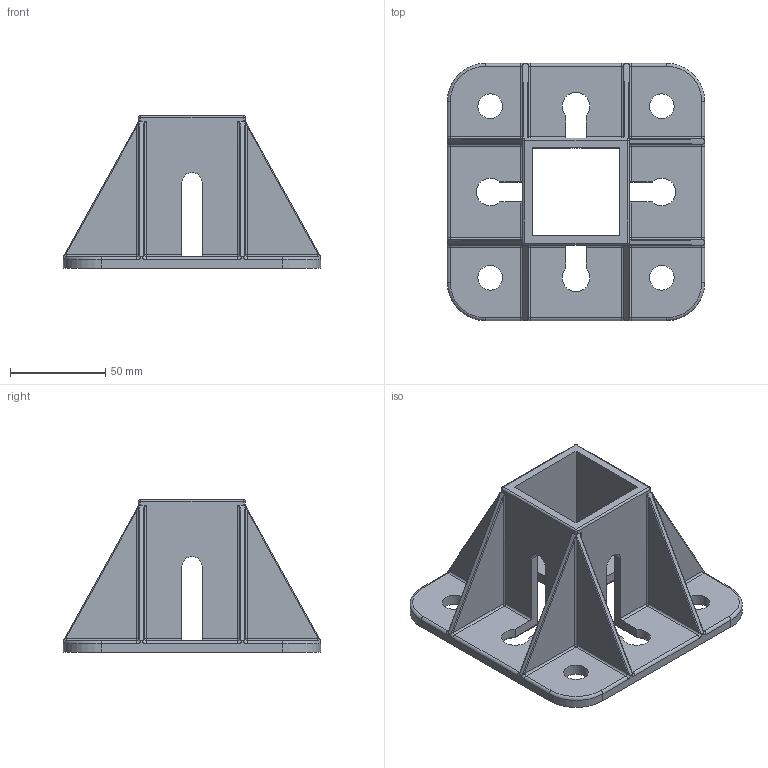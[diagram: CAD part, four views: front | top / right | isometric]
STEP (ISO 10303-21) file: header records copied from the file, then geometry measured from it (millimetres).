
FILE_DESCRIPTION((''),'2;1');
FILE_NAME('544545.ipt.stp','2010-09-05T12:25:36',(''),(''),'Autodesk Inventor 2010','Autodesk Inventor 2010','');
FILE_SCHEMA(('AUTOMOTIVE_DESIGN { 1 0 10303 214 1 1 1 1 }'));
Length unit declared in the file: millimetre
Products named in the file (1): 544545
Bounding box: 135 x 135 x 80 mm (x, y, z)
Volume: 183537.6 mm3; surface area: 83191.6 mm2
Topology: 1 solids, 1 shells, 214 faces, 564 edges, 328 vertices
Faces by surface type: cylinder 98, plane 54, bspline 50, torus 8, sphere 4
Entity records: 7989 total; most frequent: CARTESIAN_POINT 2938, ORIENTED_EDGE 1088, DIRECTION 1026, EDGE_CURVE 544, AXIS2_PLACEMENT_3D 385, VERTEX_POINT 328, VECTOR 256, LINE 256
